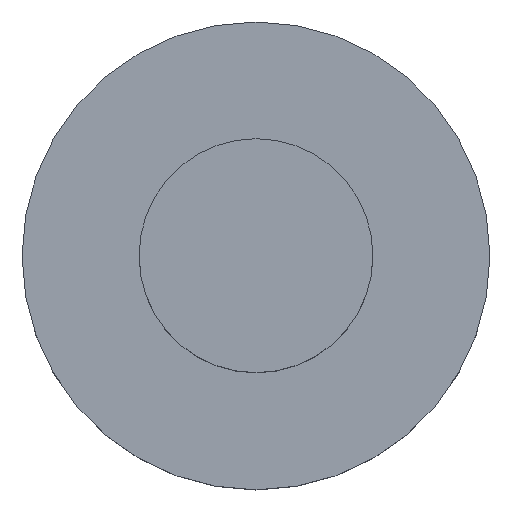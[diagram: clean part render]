
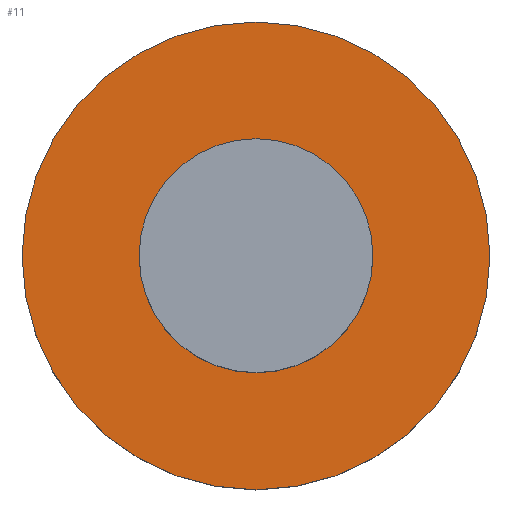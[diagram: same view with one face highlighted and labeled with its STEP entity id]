
A CAD part, top view. The second image highlights one B-rep face of the part: STEP entity #11.
In plain terms, the highlighted planar face has unit normal (0, 0, 1).
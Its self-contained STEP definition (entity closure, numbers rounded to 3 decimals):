
#4 = VERTEX_POINT ( 'NONE', #21 ) ;
#10 = AXIS2_PLACEMENT_3D ( 'NONE', #93, #76, #149 ) ;
#11 = ADVANCED_FACE ( 'NONE', ( #70, #91 ), #37, .T. ) ;
#12 = DIRECTION ( 'NONE',  ( 1., 0., 0. ) ) ;
#19 = CARTESIAN_POINT ( 'NONE',  ( 0., 0., 2. ) ) ;
#21 = CARTESIAN_POINT ( 'NONE',  ( -5., 0., 2. ) ) ;
#23 = ORIENTED_EDGE ( 'NONE', *, *, #203, .F. ) ;
#25 = CIRCLE ( 'NONE', #114, 2.5 ) ;
#26 = EDGE_CURVE ( 'NONE', #160, #4, #116, .T. ) ;
#32 = EDGE_CURVE ( 'NONE', #4, #160, #136, .T. ) ;
#33 = CIRCLE ( 'NONE', #190, 2.5 ) ;
#37 = PLANE ( 'NONE',  #174 ) ;
#52 = DIRECTION ( 'NONE',  ( 0., 0., 1. ) ) ;
#67 = CARTESIAN_POINT ( 'NONE',  ( 0., 0., 2. ) ) ;
#70 = FACE_BOUND ( 'NONE', #89, .T. ) ;
#76 = DIRECTION ( 'NONE',  ( 0., 0., 1. ) ) ;
#77 = CARTESIAN_POINT ( 'NONE',  ( -2.5, 0., 2. ) ) ;
#89 = EDGE_LOOP ( 'NONE', ( #23, #194 ) ) ;
#91 = FACE_OUTER_BOUND ( 'NONE', #210, .T. ) ;
#93 = CARTESIAN_POINT ( 'NONE',  ( 0., 0., 2. ) ) ;
#98 = DIRECTION ( 'NONE',  ( 0., 0., 1. ) ) ;
#105 = VERTEX_POINT ( 'NONE', #151 ) ;
#109 = VERTEX_POINT ( 'NONE', #77 ) ;
#114 = AXIS2_PLACEMENT_3D ( 'NONE', #67, #52, #187 ) ;
#116 = CIRCLE ( 'NONE', #10, 5. ) ;
#119 = EDGE_CURVE ( 'NONE', #105, #109, #33, .T. ) ;
#136 = CIRCLE ( 'NONE', #183, 5. ) ;
#145 = ORIENTED_EDGE ( 'NONE', *, *, #32, .T. ) ;
#149 = DIRECTION ( 'NONE',  ( 1., 0., 0. ) ) ;
#151 = CARTESIAN_POINT ( 'NONE',  ( 2.5, 0., 2. ) ) ;
#159 = DIRECTION ( 'NONE',  ( 1., 0., 0. ) ) ;
#160 = VERTEX_POINT ( 'NONE', #170 ) ;
#164 = DIRECTION ( 'NONE',  ( 0., 0., 1. ) ) ;
#170 = CARTESIAN_POINT ( 'NONE',  ( 5., 0., 2. ) ) ;
#174 = AXIS2_PLACEMENT_3D ( 'NONE', #19, #164, #159 ) ;
#183 = AXIS2_PLACEMENT_3D ( 'NONE', #202, #98, #12 ) ;
#187 = DIRECTION ( 'NONE',  ( 1., 0., 0. ) ) ;
#190 = AXIS2_PLACEMENT_3D ( 'NONE', #216, #212, #195 ) ;
#194 = ORIENTED_EDGE ( 'NONE', *, *, #119, .F. ) ;
#195 = DIRECTION ( 'NONE',  ( 1., 0., 0. ) ) ;
#202 = CARTESIAN_POINT ( 'NONE',  ( 0., 0., 2. ) ) ;
#203 = EDGE_CURVE ( 'NONE', #109, #105, #25, .T. ) ;
#209 = ORIENTED_EDGE ( 'NONE', *, *, #26, .T. ) ;
#210 = EDGE_LOOP ( 'NONE', ( #145, #209 ) ) ;
#212 = DIRECTION ( 'NONE',  ( 0., 0., 1. ) ) ;
#216 = CARTESIAN_POINT ( 'NONE',  ( 0., 0., 2. ) ) ;
